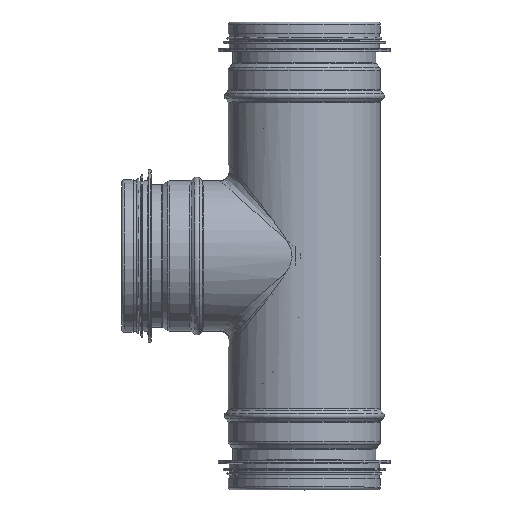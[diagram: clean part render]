
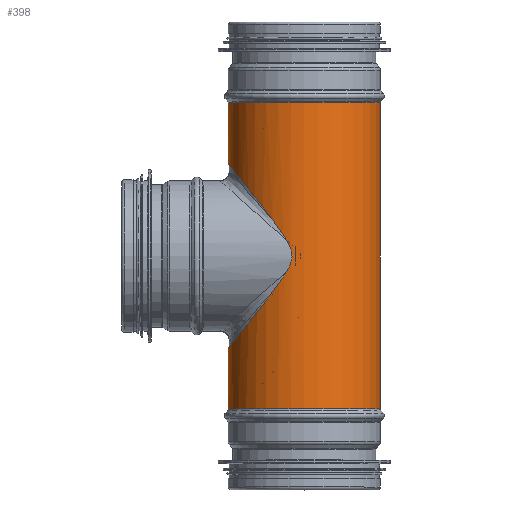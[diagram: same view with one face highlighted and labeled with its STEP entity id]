
A CAD part, top view. The second image highlights one B-rep face of the part: STEP entity #398.
In plain terms, the highlighted cylindrical face has radius 39.525 mm (diameter 79.05 mm), a full revolution.
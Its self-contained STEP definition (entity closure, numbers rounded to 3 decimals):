
#246=CARTESIAN_POINT('',(-39.525,73.0,0.0));
#247=VERTEX_POINT('',#246);
#248=CARTESIAN_POINT('',(-39.525,169.,0.));
#249=VERTEX_POINT('',#248);
#250=CARTESIAN_POINT('',(-39.525,73.0,0.));
#251=CARTESIAN_POINT('',(-39.525,73.0,-2.643));
#252=CARTESIAN_POINT('',(-39.256,73.335,-5.284));
#253=CARTESIAN_POINT('',(-38.226,74.62,-10.379));
#254=CARTESIAN_POINT('',(-37.466,75.57,-12.833));
#255=CARTESIAN_POINT('',(-35.571,77.939,-17.408));
#256=CARTESIAN_POINT('',(-34.436,79.359,-19.535));
#257=CARTESIAN_POINT('',(-31.953,82.474,-23.376));
#258=CARTESIAN_POINT('',(-30.606,84.168,-25.091));
#259=CARTESIAN_POINT('',(-27.289,88.352,-28.741));
#260=CARTESIAN_POINT('',(-25.149,91.062,-30.612));
#261=CARTESIAN_POINT('',(-20.738,96.717,-33.756));
#262=CARTESIAN_POINT('',(-18.465,99.661,-35.03));
#263=CARTESIAN_POINT('',(-15.162,104.085,-36.521));
#264=CARTESIAN_POINT('',(-14.084,105.555,-36.947));
#265=CARTESIAN_POINT('',(-12.01,108.488,-37.672));
#266=CARTESIAN_POINT('',(-11.012,109.95,-37.972));
#267=CARTESIAN_POINT('',(-9.165,112.896,-38.46));
#268=CARTESIAN_POINT('',(-8.317,114.365,-38.646));
#269=CARTESIAN_POINT('',(-7.294,116.69,-38.848));
#270=CARTESIAN_POINT('',(-6.998,117.485,-38.901));
#271=CARTESIAN_POINT('',(-6.561,119.162,-38.977));
#272=CARTESIAN_POINT('',(-6.421,120.044,-39.0));
#273=CARTESIAN_POINT('',(-6.421,121.956,-39.0));
#274=CARTESIAN_POINT('',(-6.561,122.838,-38.977));
#275=CARTESIAN_POINT('',(-6.998,124.515,-38.901));
#276=CARTESIAN_POINT('',(-7.294,125.31,-38.848));
#277=CARTESIAN_POINT('',(-8.317,127.635,-38.646));
#278=CARTESIAN_POINT('',(-9.165,129.104,-38.46));
#279=CARTESIAN_POINT('',(-11.012,132.05,-37.972));
#280=CARTESIAN_POINT('',(-12.01,133.512,-37.672));
#281=CARTESIAN_POINT('',(-14.084,136.445,-36.947));
#282=CARTESIAN_POINT('',(-15.162,137.915,-36.521));
#283=CARTESIAN_POINT('',(-18.465,142.339,-35.03));
#284=CARTESIAN_POINT('',(-20.738,145.283,-33.756));
#285=CARTESIAN_POINT('',(-25.149,150.938,-30.612));
#286=CARTESIAN_POINT('',(-27.289,153.648,-28.741));
#287=CARTESIAN_POINT('',(-30.606,157.832,-25.091));
#288=CARTESIAN_POINT('',(-31.953,159.526,-23.376));
#289=CARTESIAN_POINT('',(-34.436,162.641,-19.535));
#290=CARTESIAN_POINT('',(-35.571,164.061,-17.408));
#291=CARTESIAN_POINT('',(-37.466,166.43,-12.833));
#292=CARTESIAN_POINT('',(-38.226,167.38,-10.379));
#293=CARTESIAN_POINT('',(-39.256,168.665,-5.284));
#294=CARTESIAN_POINT('',(-39.525,169.,-2.643));
#295=CARTESIAN_POINT('',(-39.525,169.,0.));
#296=B_SPLINE_CURVE_WITH_KNOTS('',3,(#250,#251,#252,#253,#254,#255,#256,#257,#258,#259,#260,#261,#262,#263,#264,#265,#266,#267,#268,#269,#270,#271,#272,#273,#274,#275,#276,#277,#278,#279,#280,#281,#282,#283,#284,#285,#286,#287,#288,#289,#290,#291,#292,#293,#294,#295),.UNSPECIFIED.,.F.,.U.,(4,2,2,2,2,2,2,2,2,2,2,2,2,2,2,2,2,2,2,2,2,2,4),(7.762,8.555,9.348,10.141,10.934,12.081,13.229,13.803,14.377,14.95,15.237,15.524,15.811,16.098,16.672,17.246,17.82,18.967,20.115,20.908,21.701,22.493,23.286),.UNSPECIFIED.);
#297=EDGE_CURVE('',#247,#249,#296,.T.);
#299=CARTESIAN_POINT('',(-39.525,169.,0.));
#300=CARTESIAN_POINT('',(-39.525,169.,2.643));
#301=CARTESIAN_POINT('',(-39.256,168.665,5.284));
#302=CARTESIAN_POINT('',(-38.226,167.38,10.379));
#303=CARTESIAN_POINT('',(-37.466,166.43,12.833));
#304=CARTESIAN_POINT('',(-35.571,164.061,17.408));
#305=CARTESIAN_POINT('',(-34.436,162.641,19.535));
#306=CARTESIAN_POINT('',(-31.953,159.526,23.376));
#307=CARTESIAN_POINT('',(-30.606,157.832,25.091));
#308=CARTESIAN_POINT('',(-27.289,153.648,28.741));
#309=CARTESIAN_POINT('',(-25.149,150.938,30.612));
#310=CARTESIAN_POINT('',(-20.738,145.283,33.756));
#311=CARTESIAN_POINT('',(-18.465,142.339,35.03));
#312=CARTESIAN_POINT('',(-15.162,137.915,36.521));
#313=CARTESIAN_POINT('',(-14.084,136.445,36.947));
#314=CARTESIAN_POINT('',(-12.01,133.512,37.672));
#315=CARTESIAN_POINT('',(-11.012,132.05,37.972));
#316=CARTESIAN_POINT('',(-9.165,129.104,38.46));
#317=CARTESIAN_POINT('',(-8.317,127.635,38.646));
#318=CARTESIAN_POINT('',(-7.294,125.31,38.848));
#319=CARTESIAN_POINT('',(-6.998,124.515,38.901));
#320=CARTESIAN_POINT('',(-6.561,122.838,38.977));
#321=CARTESIAN_POINT('',(-6.421,121.956,39.0));
#322=CARTESIAN_POINT('',(-6.421,121.,39.0));
#323=CARTESIAN_POINT('',(-6.421,120.044,39.0));
#324=CARTESIAN_POINT('',(-6.561,119.162,38.977));
#325=CARTESIAN_POINT('',(-6.998,117.485,38.901));
#326=CARTESIAN_POINT('',(-7.294,116.69,38.848));
#327=CARTESIAN_POINT('',(-8.317,114.365,38.646));
#328=CARTESIAN_POINT('',(-9.165,112.896,38.46));
#329=CARTESIAN_POINT('',(-11.012,109.95,37.972));
#330=CARTESIAN_POINT('',(-12.01,108.488,37.672));
#331=CARTESIAN_POINT('',(-14.084,105.555,36.947));
#332=CARTESIAN_POINT('',(-15.162,104.085,36.521));
#333=CARTESIAN_POINT('',(-18.465,99.661,35.03));
#334=CARTESIAN_POINT('',(-20.738,96.717,33.756));
#335=CARTESIAN_POINT('',(-25.149,91.062,30.612));
#336=CARTESIAN_POINT('',(-27.289,88.352,28.741));
#337=CARTESIAN_POINT('',(-30.606,84.168,25.091));
#338=CARTESIAN_POINT('',(-31.953,82.474,23.376));
#339=CARTESIAN_POINT('',(-34.436,79.359,19.535));
#340=CARTESIAN_POINT('',(-35.571,77.939,17.408));
#341=CARTESIAN_POINT('',(-37.466,75.57,12.833));
#342=CARTESIAN_POINT('',(-38.226,74.62,10.379));
#343=CARTESIAN_POINT('',(-39.256,73.335,5.284));
#344=CARTESIAN_POINT('',(-39.525,73.0,2.643));
#345=CARTESIAN_POINT('',(-39.525,73.0,0.));
#346=B_SPLINE_CURVE_WITH_KNOTS('',3,(#299,#300,#301,#302,#303,#304,#305,#306,#307,#308,#309,#310,#311,#312,#313,#314,#315,#316,#317,#318,#319,#320,#321,#322,#323,#324,#325,#326,#327,#328,#329,#330,#331,#332,#333,#334,#335,#336,#337,#338,#339,#340,#341,#342,#343,#344,#345),.UNSPECIFIED.,.F.,.U.,(4,2,2,2,2,2,2,2,2,2,2,3,2,2,2,2,2,2,2,2,2,2,4),(23.286,24.079,24.872,25.665,26.458,27.605,28.753,29.327,29.901,30.475,30.761,31.048,31.335,31.622,32.196,32.77,33.344,34.491,35.639,36.432,37.225,38.018,38.81),.UNSPECIFIED.);
#347=EDGE_CURVE('',#249,#247,#346,.T.);
#367=CARTESIAN_POINT('',(0.0,81.25,0.0));
#368=DIRECTION('',(0.0,-1.0,0.0));
#369=DIRECTION('',(1.0,0.0,0.0));
#370=AXIS2_PLACEMENT_3D('',#367,#368,#369);
#371=CYLINDRICAL_SURFACE('',#370,39.525);
#372=CARTESIAN_POINT('',(39.525,200.5,0.0));
#373=VERTEX_POINT('',#372);
#374=CARTESIAN_POINT('',(0.0,200.5,0.0));
#375=DIRECTION('',(0.0,-1.0,0.0));
#376=DIRECTION('',(1.0,0.0,0.0));
#377=AXIS2_PLACEMENT_3D('',#374,#375,#376);
#378=CIRCLE('',#377,39.525);
#379=EDGE_CURVE('',#373,#373,#378,.T.);
#380=ORIENTED_EDGE('',*,*,#379,.T.);
#381=EDGE_LOOP('',(#380));
#382=FACE_OUTER_BOUND('',#381,.T.);
#383=ORIENTED_EDGE('',*,*,#347,.T.);
#384=ORIENTED_EDGE('',*,*,#297,.T.);
#385=EDGE_LOOP('',(#383,#384));
#386=FACE_BOUND('',#385,.T.);
#387=CARTESIAN_POINT('',(39.525,41.5,0.0));
#388=VERTEX_POINT('',#387);
#389=CARTESIAN_POINT('',(0.0,41.5,0.0));
#390=DIRECTION('',(0.0,-1.0,0.0));
#391=DIRECTION('',(1.0,0.0,0.0));
#392=AXIS2_PLACEMENT_3D('',#389,#390,#391);
#393=CIRCLE('',#392,39.525);
#394=EDGE_CURVE('',#388,#388,#393,.T.);
#395=ORIENTED_EDGE('',*,*,#394,.F.);
#396=EDGE_LOOP('',(#395));
#397=FACE_BOUND('',#396,.T.);
#398=ADVANCED_FACE('',(#382,#386,#397),#371,.T.);
